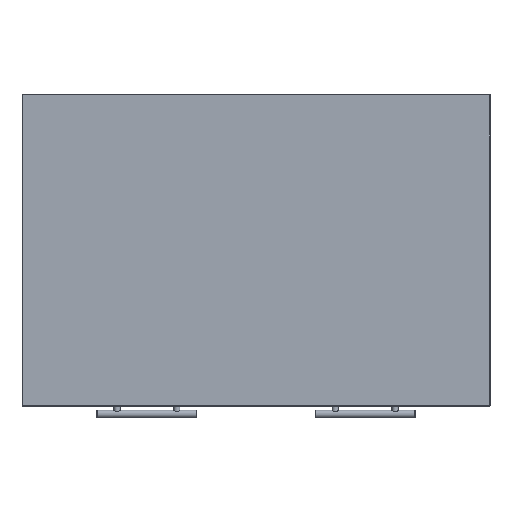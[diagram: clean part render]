
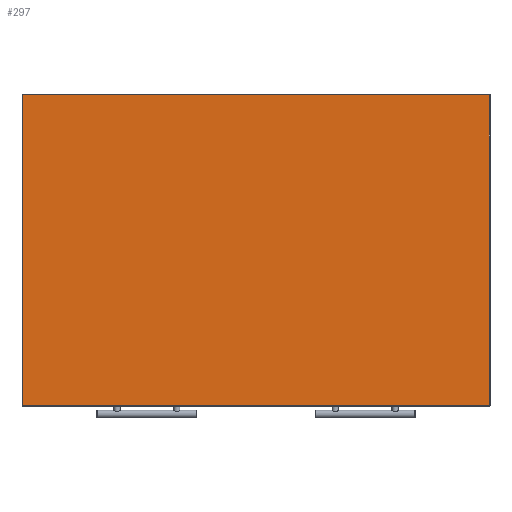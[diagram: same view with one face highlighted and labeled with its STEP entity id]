
A CAD part, top view. The second image highlights one B-rep face of the part: STEP entity #297.
In plain terms, the highlighted face is planar.
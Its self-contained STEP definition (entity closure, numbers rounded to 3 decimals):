
#297=ADVANCED_FACE('',(#401),#1566,.T.);
#401=FACE_OUTER_BOUND('',#510,.T.);
#510=EDGE_LOOP('',(#877,#878,#879,#880));
#877=ORIENTED_EDGE('',*,*,#1147,.F.);
#878=ORIENTED_EDGE('',*,*,#1148,.F.);
#879=ORIENTED_EDGE('',*,*,#1149,.F.);
#880=ORIENTED_EDGE('',*,*,#1146,.F.);
#1146=EDGE_CURVE('',#1487,#1488,#1349,.T.);
#1147=EDGE_CURVE('',#1489,#1487,#1350,.T.);
#1148=EDGE_CURVE('',#1490,#1489,#1351,.T.);
#1149=EDGE_CURVE('',#1488,#1490,#1352,.T.);
#1349=B_SPLINE_CURVE_WITH_KNOTS('',1,(#3144,#3145),.UNSPECIFIED.,.F.,.F.,
(2,2),(-498.,0.),.UNSPECIFIED.);
#1350=B_SPLINE_CURVE_WITH_KNOTS('',1,(#3146,#3147),.UNSPECIFIED.,.F.,.F.,
(2,2),(-748.,0.),.UNSPECIFIED.);
#1351=B_SPLINE_CURVE_WITH_KNOTS('',1,(#3148,#3149),.UNSPECIFIED.,.F.,.F.,
(2,2),(-498.,0.),.UNSPECIFIED.);
#1352=B_SPLINE_CURVE_WITH_KNOTS('',1,(#3150,#3151),.UNSPECIFIED.,.F.,.F.,
(2,2),(-748.,0.),.UNSPECIFIED.);
#1487=VERTEX_POINT('',#3090);
#1488=VERTEX_POINT('',#3091);
#1489=VERTEX_POINT('',#3092);
#1490=VERTEX_POINT('',#3093);
#1566=PLANE('',#1846);
#1846=AXIS2_PLACEMENT_3D('',#2781,#1978,$);
#1978=DIRECTION('',(0.,1.,0.));
#2781=CARTESIAN_POINT('',(-448.8,90.,298.8));
#3090=CARTESIAN_POINT('',(374.,90.,-249.));
#3091=CARTESIAN_POINT('',(374.,90.,249.));
#3092=CARTESIAN_POINT('',(-374.,90.,-249.));
#3093=CARTESIAN_POINT('',(-374.,90.,249.));
#3144=CARTESIAN_POINT('',(374.,90.,-249.));
#3145=CARTESIAN_POINT('',(374.,90.,249.));
#3146=CARTESIAN_POINT('',(-374.,90.,-249.));
#3147=CARTESIAN_POINT('',(374.,90.,-249.));
#3148=CARTESIAN_POINT('',(-374.,90.,249.));
#3149=CARTESIAN_POINT('',(-374.,90.,-249.));
#3150=CARTESIAN_POINT('',(374.,90.,249.));
#3151=CARTESIAN_POINT('',(-374.,90.,249.));
